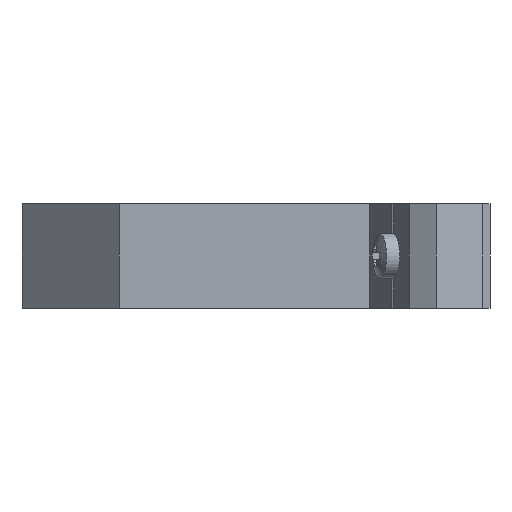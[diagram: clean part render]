
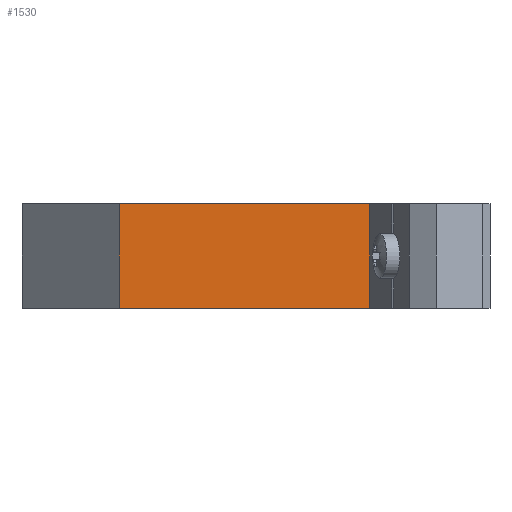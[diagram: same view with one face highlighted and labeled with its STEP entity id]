
A CAD part, left-side view. The second image highlights one B-rep face of the part: STEP entity #1530.
In plain terms, the highlighted planar face has unit normal (-1, 0, 0).
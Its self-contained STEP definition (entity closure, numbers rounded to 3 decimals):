
#67=LINE('',#2340,#235);
#68=LINE('',#2342,#236);
#69=LINE('',#2344,#237);
#70=LINE('',#2345,#238);
#235=VECTOR('',#1874,10.);
#236=VECTOR('',#1875,10.);
#237=VECTOR('',#1876,10.);
#238=VECTOR('',#1877,10.);
#384=PLANE('',#1672);
#466=FACE_OUTER_BOUND('',#553,.T.);
#553=EDGE_LOOP('',(#1117,#1118,#1119,#1120));
#725=VERTEX_POINT('',#2338);
#726=VERTEX_POINT('',#2339);
#727=VERTEX_POINT('',#2341);
#728=VERTEX_POINT('',#2343);
#884=EDGE_CURVE('',#725,#726,#67,.T.);
#885=EDGE_CURVE('',#726,#727,#68,.T.);
#886=EDGE_CURVE('',#728,#727,#69,.T.);
#887=EDGE_CURVE('',#725,#728,#70,.T.);
#1117=ORIENTED_EDGE('',*,*,#884,.T.);
#1118=ORIENTED_EDGE('',*,*,#885,.T.);
#1119=ORIENTED_EDGE('',*,*,#886,.F.);
#1120=ORIENTED_EDGE('',*,*,#887,.F.);
#1530=ADVANCED_FACE('',(#466),#384,.T.);
#1672=AXIS2_PLACEMENT_3D('',#2337,#1872,#1873);
#1872=DIRECTION('center_axis',(-1.,0.,0.));
#1873=DIRECTION('ref_axis',(0.,-1.,0.));
#1874=DIRECTION('',(0.,-1.,0.));
#1875=DIRECTION('',(0.,0.,1.));
#1876=DIRECTION('',(0.,-1.,0.));
#1877=DIRECTION('',(0.,0.,1.));
#2337=CARTESIAN_POINT('Origin',(-17.,17.657,0.));
#2338=CARTESIAN_POINT('',(-17.,17.657,0.));
#2339=CARTESIAN_POINT('',(-17.,-8.219,0.));
#2340=CARTESIAN_POINT('',(-17.,17.657,0.));
#2341=CARTESIAN_POINT('',(-17.,-8.219,9.8));
#2342=CARTESIAN_POINT('',(-17.,-8.219,0.));
#2343=CARTESIAN_POINT('',(-17.,17.657,9.8));
#2344=CARTESIAN_POINT('',(-17.,-8.219,9.8));
#2345=CARTESIAN_POINT('',(-17.,17.657,0.));
